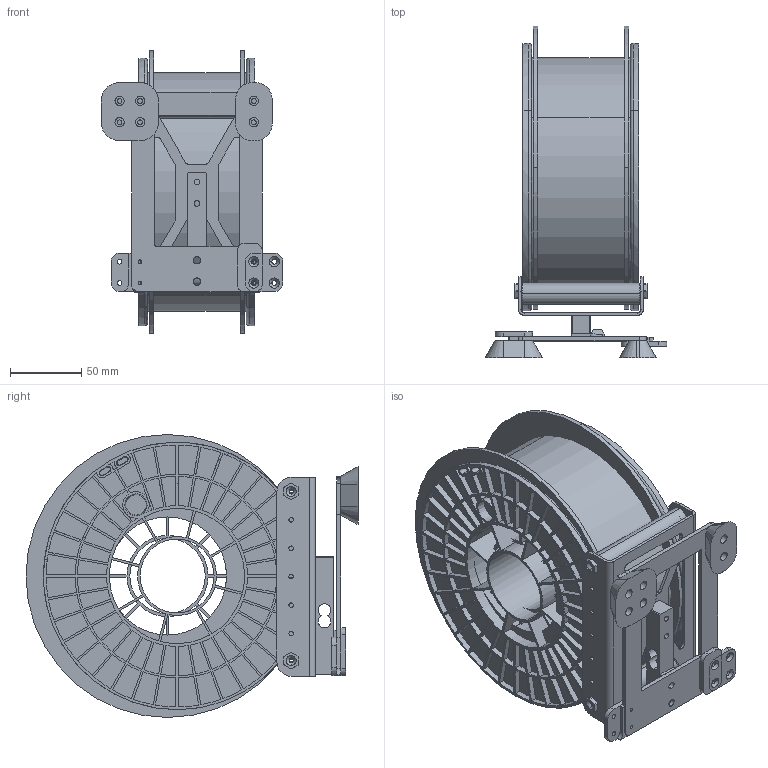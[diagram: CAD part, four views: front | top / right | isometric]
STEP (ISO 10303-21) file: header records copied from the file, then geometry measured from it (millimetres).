
FILE_DESCRIPTION (( 'STEP AP203' ), '1' );
FILE_NAME ('SpoolHolderWeightModule_v1_3_2.STEP', '2024-02-07T19:52:05', ( '' ), ( '' ), 'SwSTEP 2.0', 'SolidWorks 2022', '' );
FILE_SCHEMA (( 'CONFIG_CONTROL_DESIGN' ));
Length unit declared in the file: millimetre
Products named in the file (15): eSun_Spool_black; Leg_connecting^SpoolHolderWeightModule_v1_3; Rollers_Holder_v1_3; Roller_tube_v1_2; Sensor; Connector_flat_v1_3; FD plast spool; Anchor_v1_5; SpoolHolderWeightModule_v1_3_2; Leg_low^SpoolHolderWeightModule_v1_3; Sensor_wire_holder^SpoolHolderWeightModule_v1_3; Base_Single_v1_2; bearing_686zz; Leg_single^SpoolHolderWeightModule_v1_3; Connector_cs_v1_3
Assembly tree (21 placements, depth 2):
  SpoolHolderWeightModule_v1_3_2
    Base_Single_v1_2
    Sensor
    Rollers_Holder_v1_3
    bearing_686zz  x4
    Anchor_v1_5  x4
    Roller_tube_v1_2  x2
    FD plast spool
    eSun_Spool_black
    Leg_connecting^SpoolHolderWeightModule_v1_3
    Leg_single^SpoolHolderWeightModule_v1_3
    Connector_flat_v1_3
    Connector_cs_v1_3
    Leg_low^SpoolHolderWeightModule_v1_3
    Sensor_wire_holder^SpoolHolderWeightModule_v1_3
Bounding box: 127.73 x 233.43 x 199 mm (x, y, z)
Volume: 1524403.1 mm3; surface area: 466152.2 mm2
Topology: 37 solids, 38 shells, 1907 faces, 4921 edges, 3238 vertices
Faces by surface type: plane 787, cylinder 684, torus 196, cone 176, sphere 64
Entity records: 44465 total; most frequent: DIRECTION 7662, CARTESIAN_POINT 7597, ORIENTED_EDGE 7056, EDGE_CURVE 3528, AXIS2_PLACEMENT_3D 2821, VERTEX_POINT 2334, LINE 2020, VECTOR 2020
